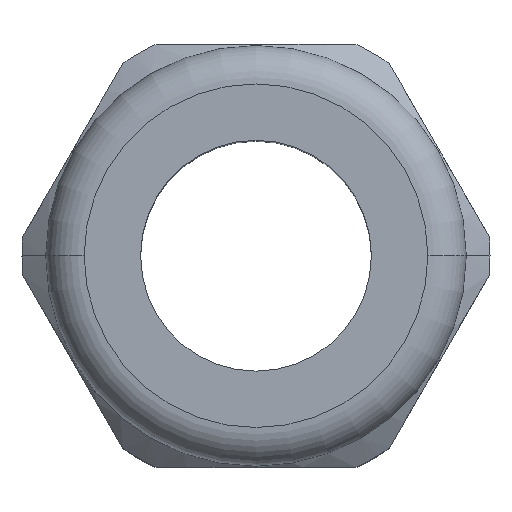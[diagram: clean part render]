
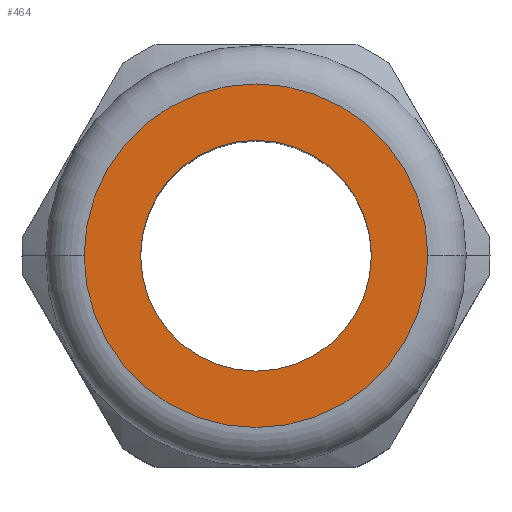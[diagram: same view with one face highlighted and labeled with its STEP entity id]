
A CAD part, top view. The second image highlights one B-rep face of the part: STEP entity #464.
In plain terms, the highlighted planar face has unit normal (0, 0, 1).
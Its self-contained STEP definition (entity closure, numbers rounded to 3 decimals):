
#142 = VERTEX_POINT ( 'NONE', #773 ) ;
#177 = EDGE_CURVE ( 'NONE', #178, #182, #917, .T. ) ;
#178 = VERTEX_POINT ( 'NONE', #910 ) ;
#182 = VERTEX_POINT ( 'NONE', #786 ) ;
#220 = EDGE_CURVE ( 'NONE', #142, #223, #1491, .T. ) ;
#223 = VERTEX_POINT ( 'NONE', #1514 ) ;
#451 = ORIENTED_EDGE ( 'NONE', *, *, #177, .T. ) ;
#453 = EDGE_LOOP ( 'NONE', ( #481, #451 ) ) ;
#454 = EDGE_CURVE ( 'NONE', #223, #142, #1148, .T. ) ;
#464 = ADVANCED_FACE ( 'NONE', ( #1232, #1305 ), #1288, .T. ) ;
#465 = ORIENTED_EDGE ( 'NONE', *, *, #454, .T. ) ;
#466 = EDGE_CURVE ( 'NONE', #182, #178, #1233, .T. ) ;
#476 = EDGE_LOOP ( 'NONE', ( #596, #465 ) ) ;
#481 = ORIENTED_EDGE ( 'NONE', *, *, #466, .T. ) ;
#596 = ORIENTED_EDGE ( 'NONE', *, *, #220, .T. ) ;
#773 = CARTESIAN_POINT ( 'NONE',  ( 13.4, 0., 42. ) ) ;
#784 = DIRECTION ( 'NONE',  ( -1., 0., 0. ) ) ;
#785 = DIRECTION ( 'NONE',  ( 0., 0., -1. ) ) ;
#786 = CARTESIAN_POINT ( 'NONE',  ( -9., 0., 42. ) ) ;
#810 = AXIS2_PLACEMENT_3D ( 'NONE', #918, #785, #784 ) ;
#910 = CARTESIAN_POINT ( 'NONE',  ( 9., 0., 42. ) ) ;
#917 = CIRCLE ( 'NONE', #810, 9. ) ;
#918 = CARTESIAN_POINT ( 'NONE',  ( 0., 0., 42. ) ) ;
#1122 = DIRECTION ( 'NONE',  ( 1., 0., 0. ) ) ;
#1123 = DIRECTION ( 'NONE',  ( 0., 0., 1. ) ) ;
#1124 = CARTESIAN_POINT ( 'NONE',  ( 0., 0., 42. ) ) ;
#1125 = AXIS2_PLACEMENT_3D ( 'NONE', #1124, #1123, #1122 ) ;
#1148 = CIRCLE ( 'NONE', #1125, 13.4 ) ;
#1232 = FACE_BOUND ( 'NONE', #453, .T. ) ;
#1233 = CIRCLE ( 'NONE', #1301, 9. ) ;
#1248 = DIRECTION ( 'NONE',  ( -1., 0., 0. ) ) ;
#1249 = DIRECTION ( 'NONE',  ( 0., 0., -1. ) ) ;
#1250 = CARTESIAN_POINT ( 'NONE',  ( 0., 0., 42. ) ) ;
#1288 = PLANE ( 'NONE',  #1304 ) ;
#1301 = AXIS2_PLACEMENT_3D ( 'NONE', #1250, #1249, #1248 ) ;
#1304 = AXIS2_PLACEMENT_3D ( 'NONE', #1351, #1350, #1308 ) ;
#1305 = FACE_OUTER_BOUND ( 'NONE', #476, .T. ) ;
#1308 = DIRECTION ( 'NONE',  ( 1., 0., 0. ) ) ;
#1350 = DIRECTION ( 'NONE',  ( 0., 0., 1. ) ) ;
#1351 = CARTESIAN_POINT ( 'NONE',  ( 0., 0., 42. ) ) ;
#1491 = CIRCLE ( 'NONE', #1492, 13.4 ) ;
#1492 = AXIS2_PLACEMENT_3D ( 'NONE', #1506, #1505, #1504 ) ;
#1504 = DIRECTION ( 'NONE',  ( 1., 0., 0. ) ) ;
#1505 = DIRECTION ( 'NONE',  ( 0., 0., 1. ) ) ;
#1506 = CARTESIAN_POINT ( 'NONE',  ( 0., 0., 42. ) ) ;
#1514 = CARTESIAN_POINT ( 'NONE',  ( -13.4, 0., 42. ) ) ;
